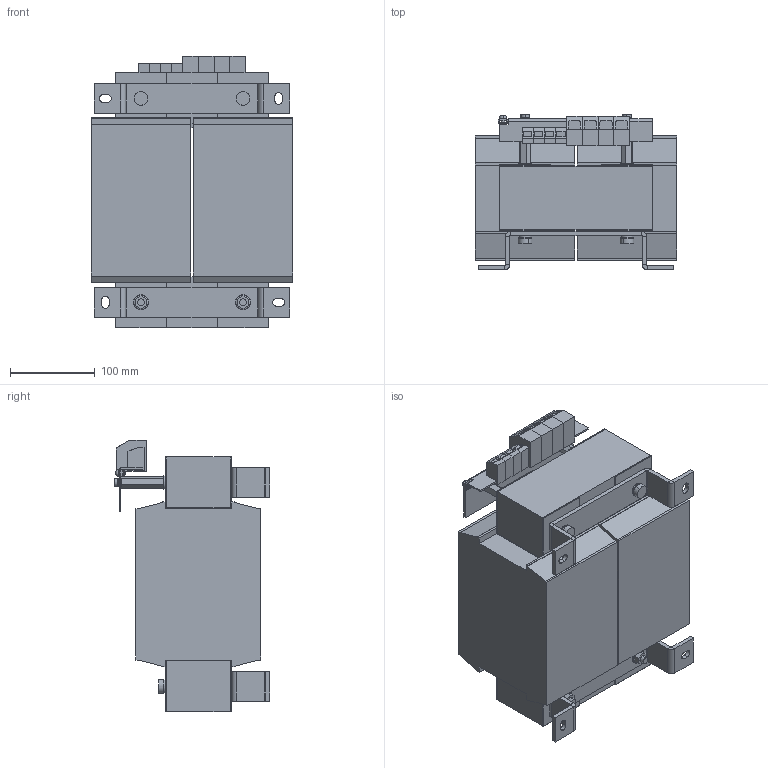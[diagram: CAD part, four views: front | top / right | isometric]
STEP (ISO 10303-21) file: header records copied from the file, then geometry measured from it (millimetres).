
FILE_DESCRIPTION (( 'STEP AP214' ), '1' );
FILE_NAME ('228184.STEP', '2020-07-08T07:35:06', ( '' ), ( '' ), 'SwSTEP 2.0', 'SolidWorks 2018', '' );
FILE_SCHEMA (( 'AUTOMOTIVE_DESIGN' ));
Length unit declared in the file: millimetre
Products named in the file (1): 228184
Bounding box: 237 x 182.9 x 319.78 mm (x, y, z)
Volume: 8190321.1 mm3; surface area: 444230.8 mm2
Topology: 1 solids, 1 shells, 574 faces, 1394 edges, 856 vertices
Faces by surface type: plane 444, cylinder 114, cone 8, torus 6, bspline 2
Entity records: 16610 total; most frequent: CARTESIAN_POINT 3087, ORIENTED_EDGE 2784, DIRECTION 2744, EDGE_CURVE 1392, LINE 1090, VECTOR 1090, VERTEX_POINT 856, AXIS2_PLACEMENT_3D 827
